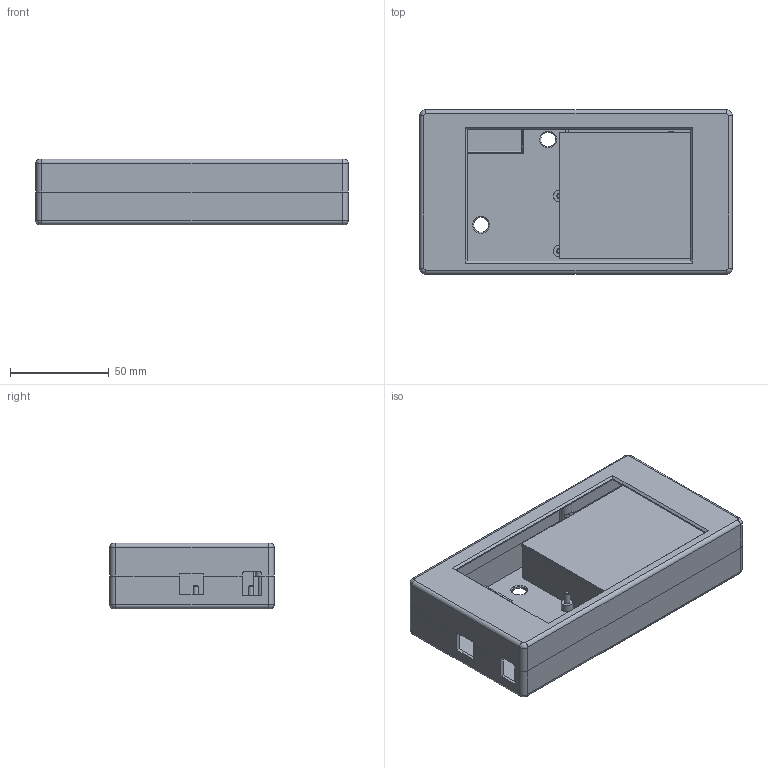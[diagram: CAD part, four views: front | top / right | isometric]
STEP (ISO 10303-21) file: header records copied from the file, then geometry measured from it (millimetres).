
FILE_DESCRIPTION(/* description */ (''),/* implementation_level */ '2;1');
FILE_NAME(/* name */ 'Baby Monitor Slave Box v28.step',/* time_stamp */ '2020-10-22T19:31:54+02:00',/* author */ (''),/* organization */ (''),/* preprocessor_version */ 'ST-DEVELOPER v18.1',/* originating_system */ 'Autodesk Translation Framework v9.3.0.1241',/* authorisation */ '');
FILE_SCHEMA (('AUTOMOTIVE_DESIGN { 1 0 10303 214 3 1 1 }'));
Length unit declared in the file: millimetre
Products named in the file (4): Baby Monitor Slave Box; Top Case; Bottom Case; Separator
Assembly tree (3 placements, depth 2):
  Baby Monitor Slave Box
    Top Case
    Bottom Case
    Separator
Bounding box: 158.2 x 83.2 x 33.2 mm (x, y, z)
Volume: 66548.9 mm3; surface area: 84043.5 mm2
Topology: 3 solids, 3 shells, 211 faces, 463 edges, 297 vertices
Faces by surface type: plane 116, cylinder 72, torus 9, bspline 8, cone 6
Full cylindrical faces by diameter (mm): 2.4 x3, 2.8 x7, 2.9 x4, 3.2 x5, 4 x4, 6 x12, 7.5 x4
Entity records: 5982 total; most frequent: DIRECTION 1061, CARTESIAN_POINT 1042, ORIENTED_EDGE 926, EDGE_CURVE 463, AXIS2_PLACEMENT_3D 388, VERTEX_POINT 297, LINE 285, VECTOR 285
